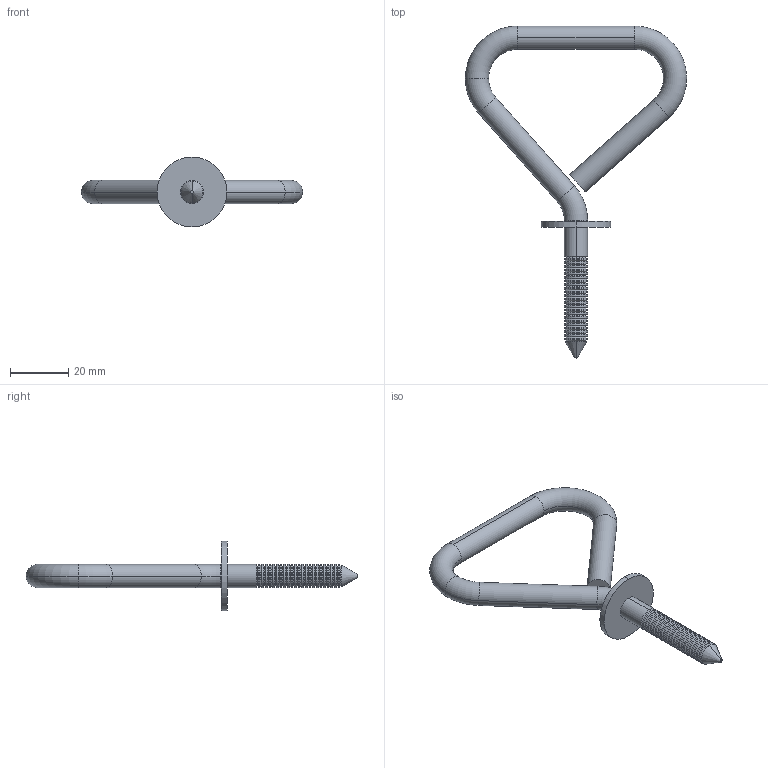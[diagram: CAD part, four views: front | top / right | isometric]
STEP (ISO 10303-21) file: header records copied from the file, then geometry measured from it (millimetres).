
FILE_DESCRIPTION (( 'STEP AP203' ), '1' );
FILE_NAME ('T60900.STEP', '2018-08-14T11:17:09', ( '' ), ( '' ), 'SwSTEP 2.0', 'SolidWorks 2016', '' );
FILE_SCHEMA (( 'CONFIG_CONTROL_DESIGN' ));
Length unit declared in the file: millimetre
Products named in the file (1): T60900
Bounding box: 76.2 x 114.3 x 24 mm (x, y, z)
Volume: 12712.4 mm3; surface area: 7360.8 mm2
Topology: 1 solids, 1 shells, 168 faces, 340 edges, 176 vertices
Faces by surface type: cone 98, cylinder 58, torus 8, plane 4
Entity records: 4349 total; most frequent: DIRECTION 862, CARTESIAN_POINT 685, ORIENTED_EDGE 680, AXIS2_PLACEMENT_3D 353, EDGE_CURVE 340, CIRCLE 184, VERTEX_POINT 176, EDGE_LOOP 170
